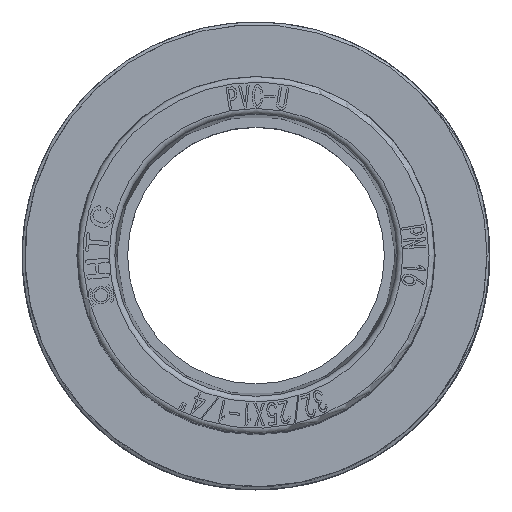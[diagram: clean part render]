
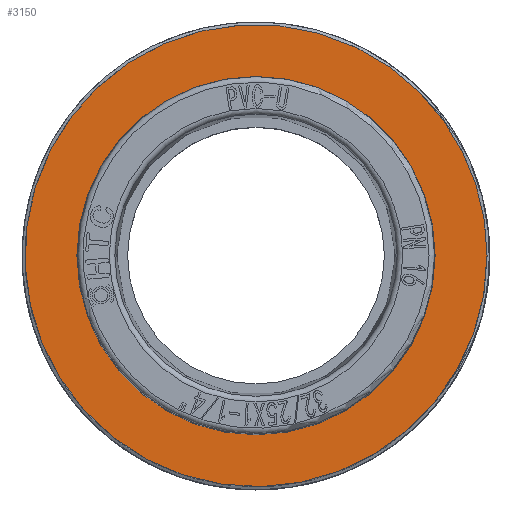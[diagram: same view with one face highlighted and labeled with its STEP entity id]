
A CAD part, top view. The second image highlights one B-rep face of the part: STEP entity #3150.
In plain terms, the highlighted planar face has unit normal (0, 0, 1).
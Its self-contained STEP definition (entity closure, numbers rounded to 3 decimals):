
#3150=ADVANCED_FACE('',(#4292,#4293),#3768,.T.);
#3768=PLANE('',#11385);
#4292=FACE_BOUND('',#4359,.T.);
#4293=FACE_BOUND('',#4360,.T.);
#4359=EDGE_LOOP('',(#5024));
#4360=EDGE_LOOP('',(#5025));
#5024=ORIENTED_EDGE('',*,*,#9625,.T.);
#5025=ORIENTED_EDGE('',*,*,#9626,.F.);
#8472=VERTEX_POINT('',#13751);
#8473=VERTEX_POINT('',#13753);
#9625=EDGE_CURVE('',#8472,#8472,#11349,.T.);
#9626=EDGE_CURVE('',#8473,#8473,#11350,.T.);
#11349=CIRCLE('',#11383,16.05);
#11350=CIRCLE('',#11384,20.7);
#11383=AXIS2_PLACEMENT_3D('',#13750,#11957,#11958);
#11384=AXIS2_PLACEMENT_3D('',#13752,#11959,#11960);
#11385=AXIS2_PLACEMENT_3D('',#13754,#11961,#11962);
#11957=DIRECTION('',(0.,0.,-1.));
#11958=DIRECTION('',(1.,0.,0.));
#11959=DIRECTION('',(0.,0.,-1.));
#11960=DIRECTION('',(1.,0.,0.));
#11961=DIRECTION('',(0.,0.,1.));
#11962=DIRECTION('',(1.,0.,0.));
#13750=CARTESIAN_POINT('',(267.,149.5,23.004));
#13751=CARTESIAN_POINT('',(283.05,149.5,23.004));
#13752=CARTESIAN_POINT('',(267.,149.5,23.004));
#13753=CARTESIAN_POINT('',(287.7,149.5,23.004));
#13754=CARTESIAN_POINT('',(154.,0.,23.004));
